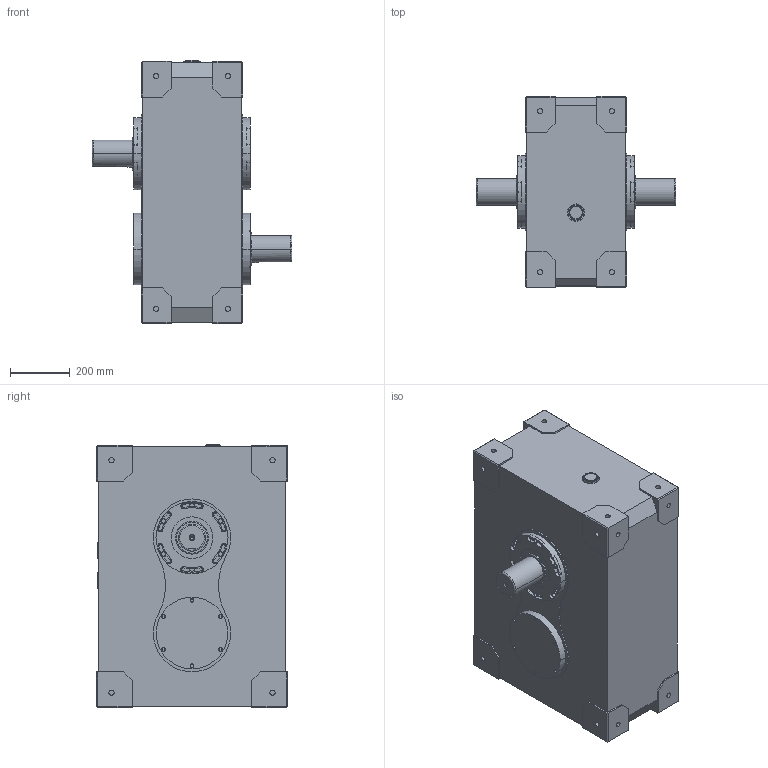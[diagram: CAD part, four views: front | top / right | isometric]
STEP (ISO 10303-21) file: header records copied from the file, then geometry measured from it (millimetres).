
FILE_DESCRIPTION (( 'STEP AP203' ), '1' );
FILE_NAME ('PC320.STEP', '2025-06-20T05:52:02', ( '' ), ( '' ), 'SwSTEP 2.0', 'SolidWorks 2018', '' );
FILE_SCHEMA (( 'CONFIG_CONTROL_DESIGN' ));
Length unit declared in the file: millimetre
Products named in the file (1): PC320
Bounding box: 670 x 640 x 883 mm (x, y, z)
Volume: 188971474.7 mm3; surface area: 2418476 mm2
Topology: 1 solids, 1 shells, 968 faces, 2456 edges, 1606 vertices
Faces by surface type: plane 564, cylinder 299, bspline 83, torus 14, cone 8
Entity records: 33807 total; most frequent: CARTESIAN_POINT 10211, ORIENTED_EDGE 4904, DIRECTION 4776, EDGE_CURVE 2452, AXIS2_PLACEMENT_3D 1611, VERTEX_POINT 1606, LINE 1554, VECTOR 1554
